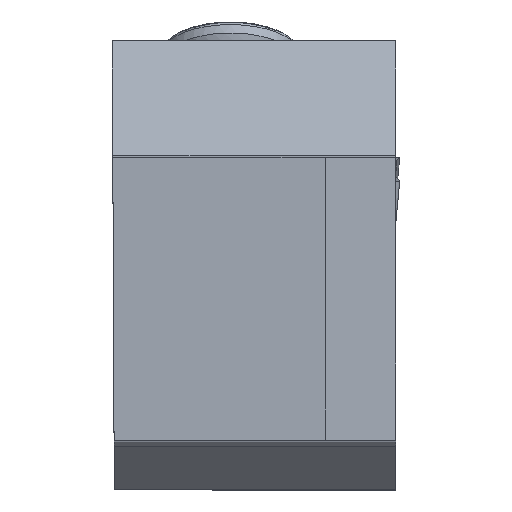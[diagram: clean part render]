
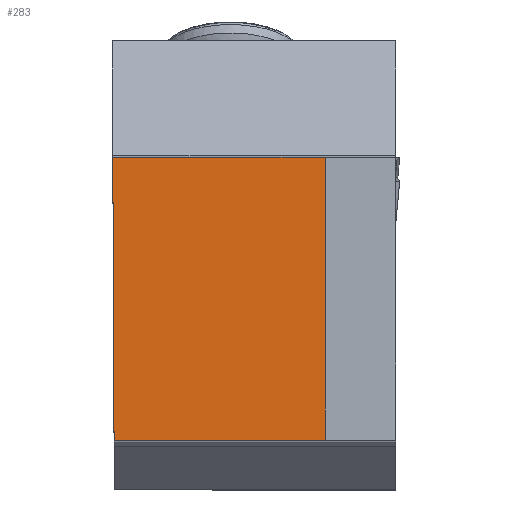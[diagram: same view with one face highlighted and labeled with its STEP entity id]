
A CAD part, top view. The second image highlights one B-rep face of the part: STEP entity #283.
In plain terms, the highlighted planar face has unit normal (0, 0, 1).
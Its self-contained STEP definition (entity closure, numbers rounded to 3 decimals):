
#283=ADVANCED_FACE('BLANK_BOXF006',(#433),#377,.T.);
#377=PLANE('',#1994);
#433=FACE_OUTER_BOUND('',#528,.T.);
#528=EDGE_LOOP('',(#730,#731,#732,#733));
#730=ORIENTED_EDGE('',*,*,#1395,.T.);
#731=ORIENTED_EDGE('',*,*,#1360,.T.);
#732=ORIENTED_EDGE('',*,*,#1348,.F.);
#733=ORIENTED_EDGE('',*,*,#1396,.F.);
#1168=VERTEX_POINT('',#2677);
#1169=VERTEX_POINT('',#2678);
#1176=VERTEX_POINT('',#2700);
#1199=VERTEX_POINT('',#2812);
#1348=EDGE_CURVE('',#1168,#1169,#1601,.T.);
#1360=EDGE_CURVE('',#1176,#1169,#1613,.T.);
#1395=EDGE_CURVE('',#1199,#1176,#1638,.T.);
#1396=EDGE_CURVE('',#1199,#1168,#1639,.T.);
#1601=LINE('',#2676,#1755);
#1613=LINE('',#2699,#1767);
#1638=LINE('',#2811,#1792);
#1639=LINE('',#2813,#1793);
#1755=VECTOR('',#2180,1.);
#1767=VECTOR('',#2198,1.);
#1792=VECTOR('',#2251,1.);
#1793=VECTOR('',#2252,1.);
#1994=AXIS2_PLACEMENT_3D('',#2814,#2253,#2254);
#2180=DIRECTION('',(-1.,0.,0.));
#2198=DIRECTION('',(0.004,-1.,0.));
#2251=DIRECTION('',(-1.,0.,0.));
#2252=DIRECTION('',(0.,-1.,0.));
#2253=DIRECTION('',(0.,0.,1.));
#2254=DIRECTION('',(-1.,0.,0.));
#2676=CARTESIAN_POINT('',(-22.,0.,0.));
#2677=CARTESIAN_POINT('',(8.951,0.,0.));
#2678=CARTESIAN_POINT('',(0.052,0.,0.));
#2699=CARTESIAN_POINT('',(-0.027,18.021,0.));
#2700=CARTESIAN_POINT('',(0.,11.925,0.));
#2811=CARTESIAN_POINT('',(-22.,11.925,0.));
#2812=CARTESIAN_POINT('',(8.951,11.925,0.));
#2813=CARTESIAN_POINT('',(8.951,0.,0.));
#2814=CARTESIAN_POINT('',(-22.,17.925,0.));
